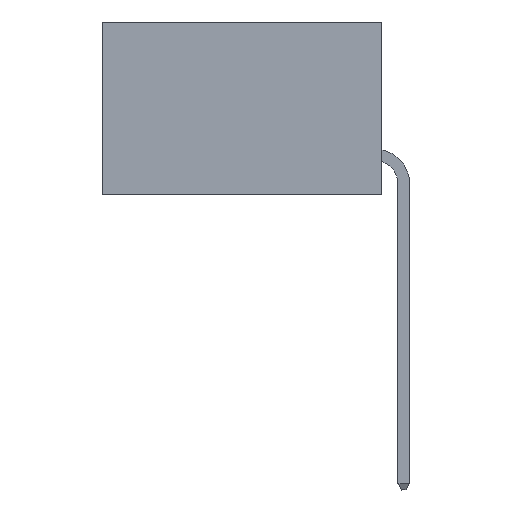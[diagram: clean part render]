
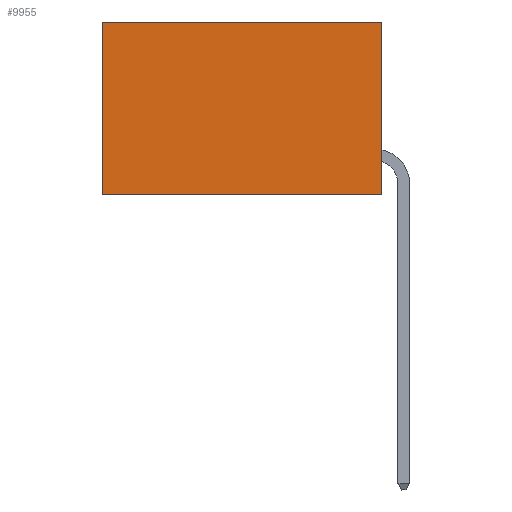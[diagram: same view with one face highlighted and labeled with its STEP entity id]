
A CAD part, left-side view. The second image highlights one B-rep face of the part: STEP entity #9955.
In plain terms, the highlighted planar face has unit normal (-1, 0, 0).
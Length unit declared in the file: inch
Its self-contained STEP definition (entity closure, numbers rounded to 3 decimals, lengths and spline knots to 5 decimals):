
#692 = DIRECTION ( 'NONE',  ( 0., 1., 0. ) ) ;
#3498 = DIRECTION ( 'NONE',  ( 0., 0., -1. ) ) ;
#3676 = CARTESIAN_POINT ( 'NONE',  ( 0.2875, 0.6, -0.37 ) ) ;
#8937 = EDGE_CURVE ( 'NONE', #27319, #31054, #44331, .T. ) ;
#9955 = ADVANCED_FACE ( 'NONE', ( #46027 ), #10062, .F. ) ;
#10062 = PLANE ( 'NONE',  #26621 ) ;
#10308 = LINE ( 'NONE', #30230, #21331 ) ;
#11696 = DIRECTION ( 'NONE',  ( 0., 1., 0. ) ) ;
#12609 = ORIENTED_EDGE ( 'NONE', *, *, #41911, .T. ) ;
#13590 = ORIENTED_EDGE ( 'NONE', *, *, #38846, .F. ) ;
#17226 = CARTESIAN_POINT ( 'NONE',  ( 0.2875, 0.6, 0. ) ) ;
#20884 = EDGE_LOOP ( 'NONE', ( #26166, #41915, #13590, #12609 ) ) ;
#21075 = VERTEX_POINT ( 'NONE', #25738 ) ;
#21331 = VECTOR ( 'NONE', #692, 39.37008 ) ;
#23964 = VECTOR ( 'NONE', #24500, 39.37008 ) ;
#24500 = DIRECTION ( 'NONE',  ( 0., 0., -1. ) ) ;
#25738 = CARTESIAN_POINT ( 'NONE',  ( 0.2875, 0., -0.37 ) ) ;
#26166 = ORIENTED_EDGE ( 'NONE', *, *, #8937, .T. ) ;
#26621 = AXIS2_PLACEMENT_3D ( 'NONE', #31969, #39671, #35558 ) ;
#27319 = VERTEX_POINT ( 'NONE', #45354 ) ;
#29092 = LINE ( 'NONE', #31533, #37254 ) ;
#30230 = CARTESIAN_POINT ( 'NONE',  ( 0.2875, 0., -0.37 ) ) ;
#30451 = VERTEX_POINT ( 'NONE', #44668 ) ;
#31054 = VERTEX_POINT ( 'NONE', #3676 ) ;
#31533 = CARTESIAN_POINT ( 'NONE',  ( 0.2875, 0., 0. ) ) ;
#31969 = CARTESIAN_POINT ( 'NONE',  ( 0.2875, 0., 0. ) ) ;
#33914 = CARTESIAN_POINT ( 'NONE',  ( 0.2875, 0., 0. ) ) ;
#35264 = EDGE_CURVE ( 'NONE', #21075, #31054, #10308, .T. ) ;
#35558 = DIRECTION ( 'NONE',  ( 0., 0., -1. ) ) ;
#37254 = VECTOR ( 'NONE', #3498, 39.37008 ) ;
#38846 = EDGE_CURVE ( 'NONE', #30451, #21075, #29092, .T. ) ;
#39608 = LINE ( 'NONE', #33914, #45508 ) ;
#39671 = DIRECTION ( 'NONE',  ( 1., 0., 0. ) ) ;
#41911 = EDGE_CURVE ( 'NONE', #30451, #27319, #39608, .T. ) ;
#41915 = ORIENTED_EDGE ( 'NONE', *, *, #35264, .F. ) ;
#44331 = LINE ( 'NONE', #17226, #23964 ) ;
#44668 = CARTESIAN_POINT ( 'NONE',  ( 0.2875, 0., 0. ) ) ;
#45354 = CARTESIAN_POINT ( 'NONE',  ( 0.2875, 0.6, 0. ) ) ;
#45508 = VECTOR ( 'NONE', #11696, 39.37008 ) ;
#46027 = FACE_OUTER_BOUND ( 'NONE', #20884, .T. ) ;
